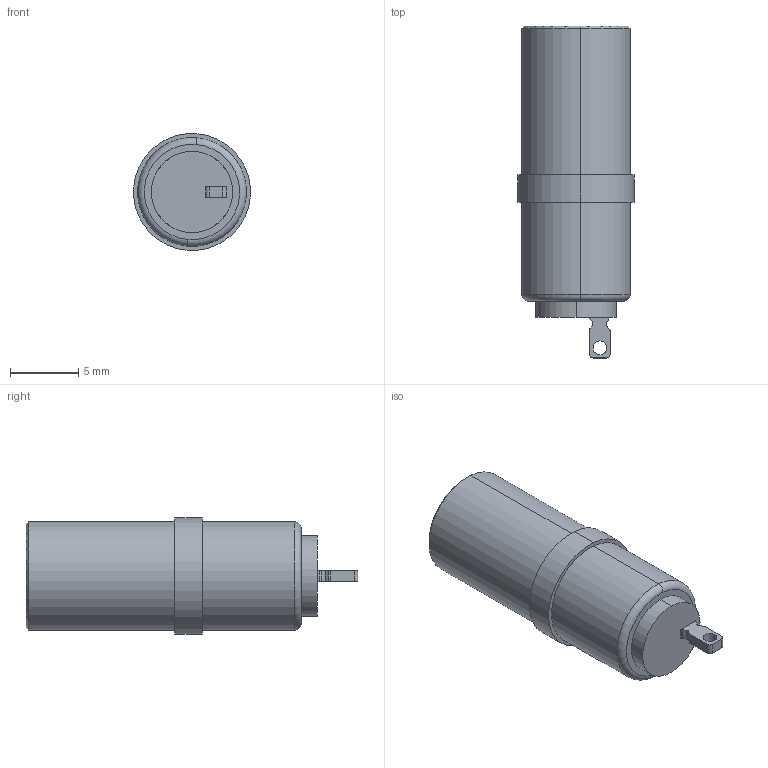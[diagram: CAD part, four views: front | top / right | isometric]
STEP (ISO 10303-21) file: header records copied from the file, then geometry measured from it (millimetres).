
FILE_DESCRIPTION (( 'STEP AP203' ), '1' );
FILE_NAME ('50-00037 assembly.step', '2016-09-15T21:34:44', ( '' ), ( '' ), 'SwSTEP 2.0', 'SolidWorks 2015', '' );
FILE_SCHEMA (( 'CONFIG_CONTROL_DESIGN' ));
Length unit declared in the file: millimetre
Products named in the file (5): 50-00037 spring contact; 50-00037 assembly; 50-00037 fork; 50-00037 insulator; 50-00037 shell
Assembly tree (4 placements, depth 2):
  50-00037 assembly
    50-00037 fork
    50-00037 insulator
    50-00037 shell
    50-00037 spring contact
Bounding box: 8.57 x 24.4 x 8.57 mm (x, y, z)
Volume: 812.4 mm3; surface area: 1901.9 mm2
Topology: 4 solids, 4 shells, 206 faces, 600 edges, 391 vertices
Faces by surface type: plane 96, cylinder 59, torus 33, cone 18
Entity records: 7586 total; most frequent: CARTESIAN_POINT 1346, DIRECTION 1298, ORIENTED_EDGE 1200, EDGE_CURVE 600, AXIS2_PLACEMENT_3D 512, VERTEX_POINT 391, CIRCLE 299, VECTOR 274
